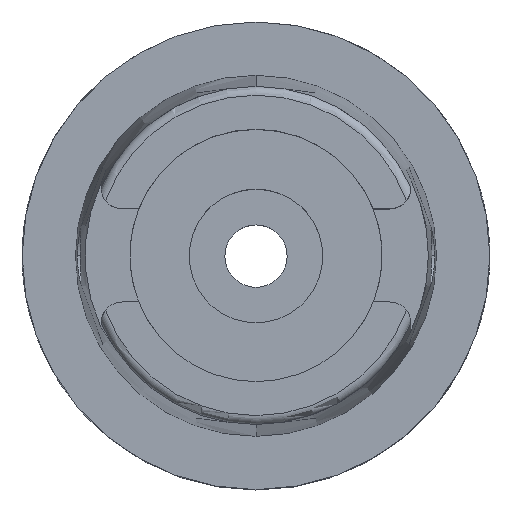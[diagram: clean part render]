
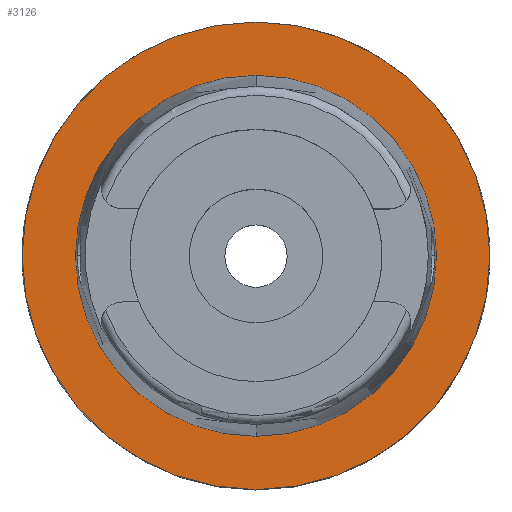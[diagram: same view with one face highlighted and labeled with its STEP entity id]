
A CAD part, top view. The second image highlights one B-rep face of the part: STEP entity #3126.
In plain terms, the highlighted planar face has unit normal (0, 0, 1).
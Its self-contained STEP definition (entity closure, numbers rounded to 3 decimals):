
#668=CARTESIAN_POINT('',(0.,0.,0.));
#669=DIRECTION('',(0.,0.,-1.));
#670=DIRECTION('',(0.,-1.,0.));
#671=AXIS2_PLACEMENT_3D('',#668,#669,#670);
#676=CARTESIAN_POINT('',(0.,0.,0.));
#677=DIRECTION('',(0.,0.,-1.));
#678=DIRECTION('',(0.,1.,0.));
#679=AXIS2_PLACEMENT_3D('',#676,#677,#678);
#684=CARTESIAN_POINT('',(0.,0.,0.));
#685=DIRECTION('',(0.,0.,1.));
#686=DIRECTION('',(0.,-1.,0.));
#687=AXIS2_PLACEMENT_3D('',#684,#685,#686);
#692=CARTESIAN_POINT('',(0.,0.,0.));
#693=DIRECTION('',(0.,0.,1.));
#694=DIRECTION('',(0.,1.,0.));
#695=AXIS2_PLACEMENT_3D('',#692,#693,#694);
#2470=CARTESIAN_POINT('',(0.,-24.315,0.));
#2471=VERTEX_POINT('',#2470);
#2472=CARTESIAN_POINT('',(0.,24.315,0.));
#2473=VERTEX_POINT('',#2472);
#2480=CARTESIAN_POINT('',(0.,-31.5,0.));
#2481=CARTESIAN_POINT('',(0.,31.5,0.));
#2482=VERTEX_POINT('',#2480);
#2483=VERTEX_POINT('',#2481);
#3111=CARTESIAN_POINT('',(0.,0.,0.));
#3112=DIRECTION('',(0.,0.,-1.));
#3113=DIRECTION('',(0.,-1.,0.));
#3114=AXIS2_PLACEMENT_3D('',#3111,#3112,#3113);
#3115=PLANE('',#3114);
#3117=ORIENTED_EDGE('',*,*,#3116,.T.);
#3119=ORIENTED_EDGE('',*,*,#3118,.T.);
#3120=EDGE_LOOP('',(#3117,#3119));
#3121=FACE_OUTER_BOUND('',#3120,.F.);
#3122=ORIENTED_EDGE('',*,*,#2984,.T.);
#3123=ORIENTED_EDGE('',*,*,#3085,.T.);
#3124=EDGE_LOOP('',(#3122,#3123));
#3125=FACE_BOUND('',#3124,.F.);
#672=CIRCLE('',#671,31.5);
#680=CIRCLE('',#679,31.5);
#688=CIRCLE('',#687,24.315);
#696=CIRCLE('',#695,24.315);
#2984=EDGE_CURVE('',#2471,#2473,#688,.T.);
#3085=EDGE_CURVE('',#2473,#2471,#696,.T.);
#3116=EDGE_CURVE('',#2482,#2483,#672,.T.);
#3118=EDGE_CURVE('',#2483,#2482,#680,.T.);
#3126=ADVANCED_FACE('',(#3121,#3125),#3115,.F.);
